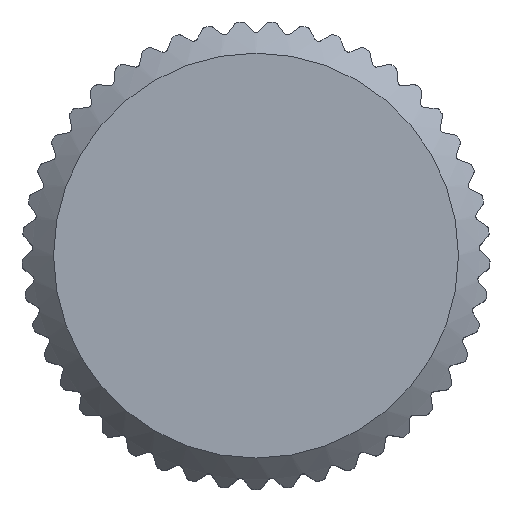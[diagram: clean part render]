
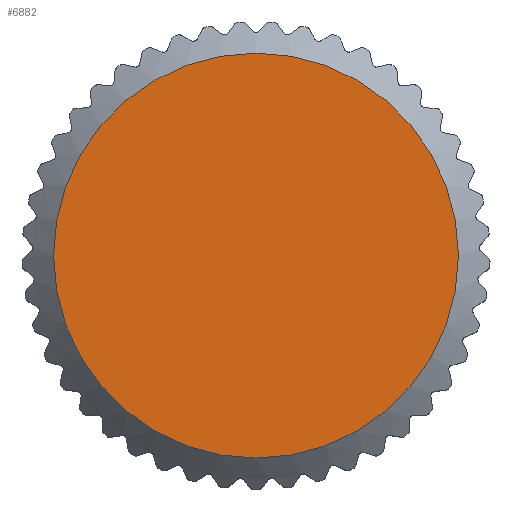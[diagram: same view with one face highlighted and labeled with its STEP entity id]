
A CAD part, top view. The second image highlights one B-rep face of the part: STEP entity #6882.
In plain terms, the highlighted planar face has unit normal (0, 0, 1).
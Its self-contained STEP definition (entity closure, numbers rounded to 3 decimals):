
#322=PLANE('',#7389);
#342=CIRCLE('',#7031,4.8);
#789=FACE_OUTER_BOUND('',#1159,.T.);
#1159=EDGE_LOOP('',(#6063));
#2489=VERTEX_POINT('',#11557);
#3283=EDGE_CURVE('',#2489,#2489,#342,.T.);
#6063=ORIENTED_EDGE('',*,*,#3283,.F.);
#6882=ADVANCED_FACE('',(#789),#322,.T.);
#7031=AXIS2_PLACEMENT_3D('',#11558,#7685,#7686);
#7389=AXIS2_PLACEMENT_3D('',#16307,#8670,#8671);
#7685=DIRECTION('center_axis',(0.,0.,-1.));
#7686=DIRECTION('ref_axis',(1.,0.,0.));
#8670=DIRECTION('center_axis',(0.,0.,1.));
#8671=DIRECTION('ref_axis',(1.,0.,0.));
#11557=CARTESIAN_POINT('',(-4.8,0.,24.));
#11558=CARTESIAN_POINT('Origin',(0.,0.,24.));
#16307=CARTESIAN_POINT('Origin',(0.,0.,24.));
